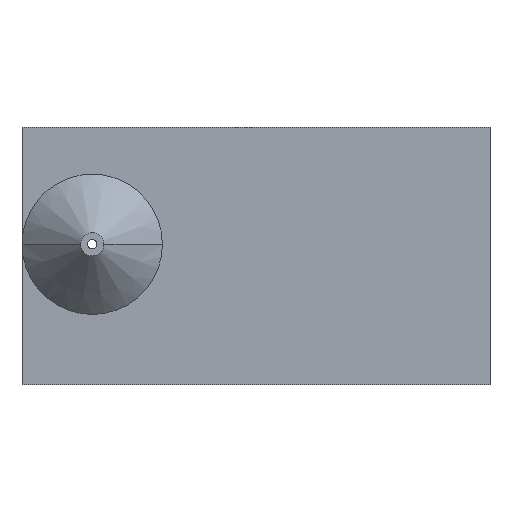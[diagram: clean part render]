
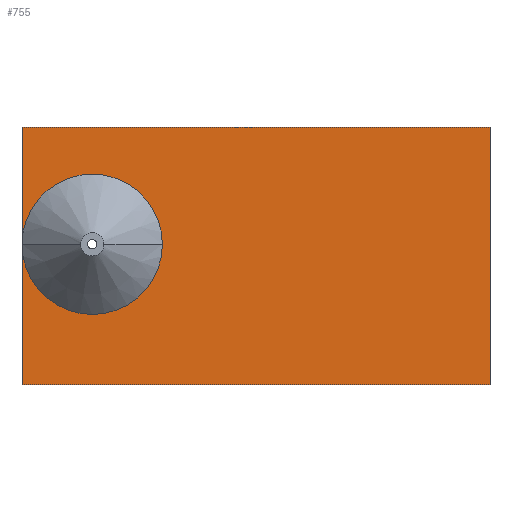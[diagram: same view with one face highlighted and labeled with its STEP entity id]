
A CAD part, front view. The second image highlights one B-rep face of the part: STEP entity #755.
In plain terms, the highlighted planar face has unit normal (0, -1, 0).
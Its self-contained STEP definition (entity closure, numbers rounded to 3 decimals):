
#41 = EDGE_CURVE ( 'NONE', #542, #708, #502, .T. ) ;
#45 = FACE_OUTER_BOUND ( 'NONE', #979, .T. ) ;
#53 = DIRECTION ( 'NONE',  ( -1., 0., 0. ) ) ;
#57 = CARTESIAN_POINT ( 'NONE',  ( 17., 0., -6. ) ) ;
#64 = LINE ( 'NONE', #399, #529 ) ;
#66 = VERTEX_POINT ( 'NONE', #57 ) ;
#71 = VECTOR ( 'NONE', #479, 1000. ) ;
#73 = CARTESIAN_POINT ( 'NONE',  ( 0., 0., 0. ) ) ;
#79 = CARTESIAN_POINT ( 'NONE',  ( -3., 0., 0. ) ) ;
#192 = CARTESIAN_POINT ( 'NONE',  ( 17., 0., 5. ) ) ;
#202 = CARTESIAN_POINT ( 'NONE',  ( 0., 0., 0. ) ) ;
#224 = DIRECTION ( 'NONE',  ( -1., 0., 0. ) ) ;
#229 = AXIS2_PLACEMENT_3D ( 'NONE', #73, #846, #856 ) ;
#249 = DIRECTION ( 'NONE',  ( 0., 0., 1. ) ) ;
#254 = VECTOR ( 'NONE', #335, 1000. ) ;
#264 = EDGE_CURVE ( 'NONE', #708, #518, #519, .T. ) ;
#274 = EDGE_CURVE ( 'NONE', #379, #708, #485, .T. ) ;
#284 = ORIENTED_EDGE ( 'NONE', *, *, #945, .F. ) ;
#296 = LINE ( 'NONE', #911, #71 ) ;
#331 = CARTESIAN_POINT ( 'NONE',  ( 17., 0., 5. ) ) ;
#333 = VECTOR ( 'NONE', #1021, 1000. ) ;
#335 = DIRECTION ( 'NONE',  ( 0., 0., 1. ) ) ;
#351 = CIRCLE ( 'NONE', #686, 3. ) ;
#363 = DIRECTION ( 'NONE',  ( 0., 0., -1. ) ) ;
#373 = CARTESIAN_POINT ( 'NONE',  ( -3., 0., -6. ) ) ;
#379 = VERTEX_POINT ( 'NONE', #373 ) ;
#395 = CARTESIAN_POINT ( 'NONE',  ( 17., 0., -6. ) ) ;
#397 = CARTESIAN_POINT ( 'NONE',  ( -3., 0., 5. ) ) ;
#399 = CARTESIAN_POINT ( 'NONE',  ( -3., 0., -6. ) ) ;
#412 = ORIENTED_EDGE ( 'NONE', *, *, #274, .F. ) ;
#479 = DIRECTION ( 'NONE',  ( 1., 0., 0. ) ) ;
#485 = LINE ( 'NONE', #859, #254 ) ;
#502 = CIRCLE ( 'NONE', #229, 3. ) ;
#518 = VERTEX_POINT ( 'NONE', #397 ) ;
#519 = LINE ( 'NONE', #936, #937 ) ;
#529 = VECTOR ( 'NONE', #53, 1000. ) ;
#542 = VERTEX_POINT ( 'NONE', #1002 ) ;
#567 = PLANE ( 'NONE',  #1073 ) ;
#570 = EDGE_CURVE ( 'NONE', #66, #379, #64, .T. ) ;
#591 = LINE ( 'NONE', #331, #333 ) ;
#601 = ORIENTED_EDGE ( 'NONE', *, *, #264, .F. ) ;
#655 = ORIENTED_EDGE ( 'NONE', *, *, #919, .T. ) ;
#686 = AXIS2_PLACEMENT_3D ( 'NONE', #202, #962, #224 ) ;
#705 = EDGE_CURVE ( 'NONE', #944, #66, #591, .T. ) ;
#708 = VERTEX_POINT ( 'NONE', #79 ) ;
#751 = ORIENTED_EDGE ( 'NONE', *, *, #570, .F. ) ;
#755 = ADVANCED_FACE ( 'NONE', ( #45 ), #567, .T. ) ;
#758 = ORIENTED_EDGE ( 'NONE', *, *, #705, .F. ) ;
#789 = DIRECTION ( 'NONE',  ( 0., -1., 0. ) ) ;
#846 = DIRECTION ( 'NONE',  ( 0., 1., 0. ) ) ;
#856 = DIRECTION ( 'NONE',  ( -1., 0., 0. ) ) ;
#859 = CARTESIAN_POINT ( 'NONE',  ( -3., 0., 5. ) ) ;
#911 = CARTESIAN_POINT ( 'NONE',  ( -3., 0., 5. ) ) ;
#919 = EDGE_CURVE ( 'NONE', #708, #542, #351, .T. ) ;
#936 = CARTESIAN_POINT ( 'NONE',  ( -3., 0., 5. ) ) ;
#937 = VECTOR ( 'NONE', #249, 1000. ) ;
#944 = VERTEX_POINT ( 'NONE', #192 ) ;
#945 = EDGE_CURVE ( 'NONE', #518, #944, #296, .T. ) ;
#962 = DIRECTION ( 'NONE',  ( 0., 1., 0. ) ) ;
#979 = EDGE_LOOP ( 'NONE', ( #601, #655, #981, #412, #751, #758, #284 ) ) ;
#981 = ORIENTED_EDGE ( 'NONE', *, *, #41, .T. ) ;
#1002 = CARTESIAN_POINT ( 'NONE',  ( 3., 0., 0. ) ) ;
#1021 = DIRECTION ( 'NONE',  ( 0., 0., -1. ) ) ;
#1073 = AXIS2_PLACEMENT_3D ( 'NONE', #395, #789, #363 ) ;
